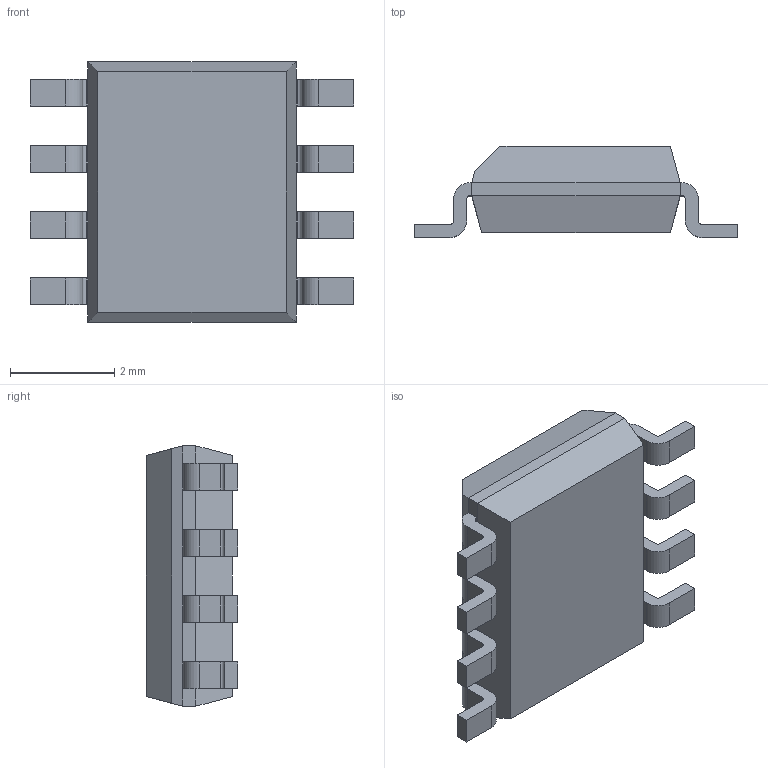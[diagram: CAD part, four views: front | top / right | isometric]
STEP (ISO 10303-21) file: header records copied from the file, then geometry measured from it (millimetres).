
FILE_DESCRIPTION (( 'STEP AP214' ), '1' );
FILE_NAME ('SO-8 (MS-012.AA).STEP', '2012-10-17T09:38:14', ( 'Tester2' ), ( '' ), 'SwSTEP 2.0', 'SolidWorks 2012', '' );
FILE_SCHEMA (( 'AUTOMOTIVE_DESIGN' ));
Length unit declared in the file: millimetre
Products named in the file (1): SO-8 (MS-012.AA)
Bounding box: 6.2 x 1.75 x 5 mm (x, y, z)
Volume: 32 mm3; surface area: 83.4 mm2
Topology: 1 solids, 1 shells, 130 faces, 341 edges, 214 vertices
Faces by surface type: plane 96, cylinder 34
Entity records: 5122 total; most frequent: CARTESIAN_POINT 686, ORIENTED_EDGE 682, DIRECTION 671, EDGE_CURVE 341, VECTOR 273, LINE 273, VERTEX_POINT 214, AXIS2_PLACEMENT_3D 199
